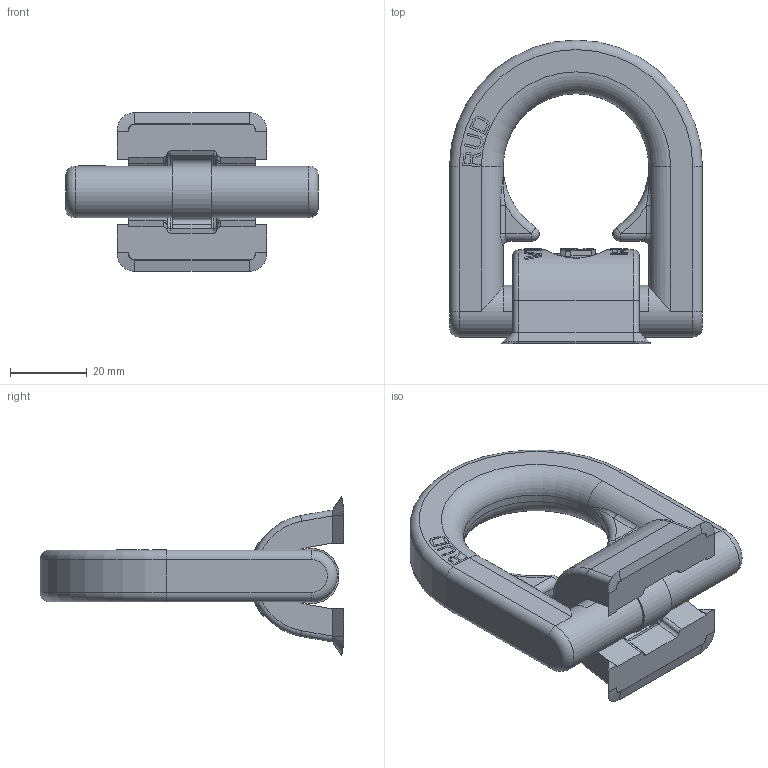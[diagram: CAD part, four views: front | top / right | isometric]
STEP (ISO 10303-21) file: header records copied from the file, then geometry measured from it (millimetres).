
FILE_DESCRIPTION((''),'2;1');
FILE_NAME('001-M32118-P-1_ASM','2005-09-21T',('jakubetz'),(''),'PRO/ENGINEER BY PARAMETRIC TECHNOLOGY CORPORATION, 2001400','PRO/ENGINEER BY PARAMETRIC TECHNOLOGY CORPORATION, 2001400','');
FILE_SCHEMA(('CONFIG_CONTROL_DESIGN'));
Length unit declared in the file: millimetre
Products named in the file (4): 001-M32118-P-1; 001-M32118-P-2; 001-M31368-P-1; 001-M32118-P-1_ASM
Assembly tree (3 placements, depth 2):
  001-M32118-P-1_ASM
    001-M32118-P-1
    001-M32118-P-2
    001-M31368-P-1
Bounding box: 66 x 79.25 x 41.38 mm (x, y, z)
Volume: 48931.3 mm3; surface area: 17480.3 mm2
Topology: 3 solids, 3 shells, 533 faces, 1412 edges, 896 vertices
Faces by surface type: plane 387, cylinder 80, bspline 34, torus 24, sphere 8
Entity records: 18366 total; most frequent: CARTESIAN_POINT 5752, ORIENTED_EDGE 2824, DIRECTION 2287, EDGE_CURVE 1412, VERTEX_POINT 896, VECTOR 767, LINE 767, AXIS2_PLACEMENT_3D 760
